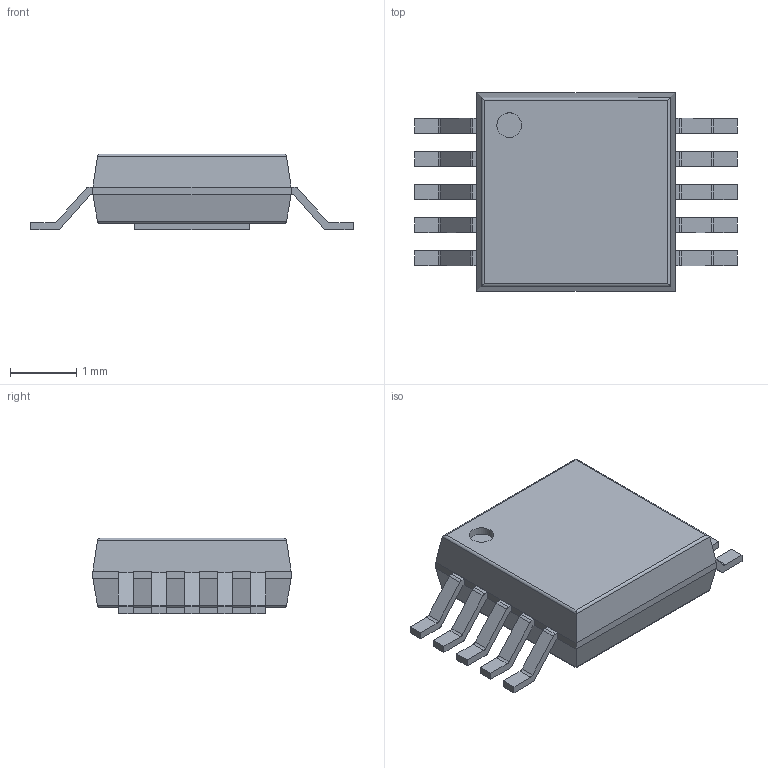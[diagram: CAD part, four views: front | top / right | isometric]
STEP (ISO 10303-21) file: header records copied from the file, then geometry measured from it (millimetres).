
FILE_DESCRIPTION(('FreeCAD Model'),'2;1');
FILE_NAME('237618.1.1.stp','2018-01-09T23:13:53',( 'Author'),(''),'Open CASCADE STEP processor 6.8','FreeCAD','Unknown' );
FILE_SCHEMA(('AUTOMOTIVE_DESIGN_CC2 { 1 2 10303 214 -1 1 5 4 }'));
Length unit declared in the file: millimetre
Products named in the file (4): ASSEMBLY; Body; PinsArrayLR; ThermalPad
Assembly tree (3 placements, depth 2):
  ASSEMBLY
    Body
    PinsArrayLR
    ThermalPad
Bounding box: 4.88 x 3 x 1.15 mm (x, y, z)
Volume: 9.7 mm3; surface area: 44.6 mm2
Topology: 12 solids, 12 shells, 160 faces, 389 edges, 254 vertices
Faces by surface type: plane 121, cylinder 39
Full cylindrical faces by diameter (mm): 0.375 x1
Entity records: 10011 total; most frequent: CARTESIAN_POINT 1915, DIRECTION 1497, LINE 997, VECTOR 997, ORIENTED_EDGE 778, PCURVE 778, DEFINITIONAL_REPRESENTATION 778, EDGE_CURVE 389
